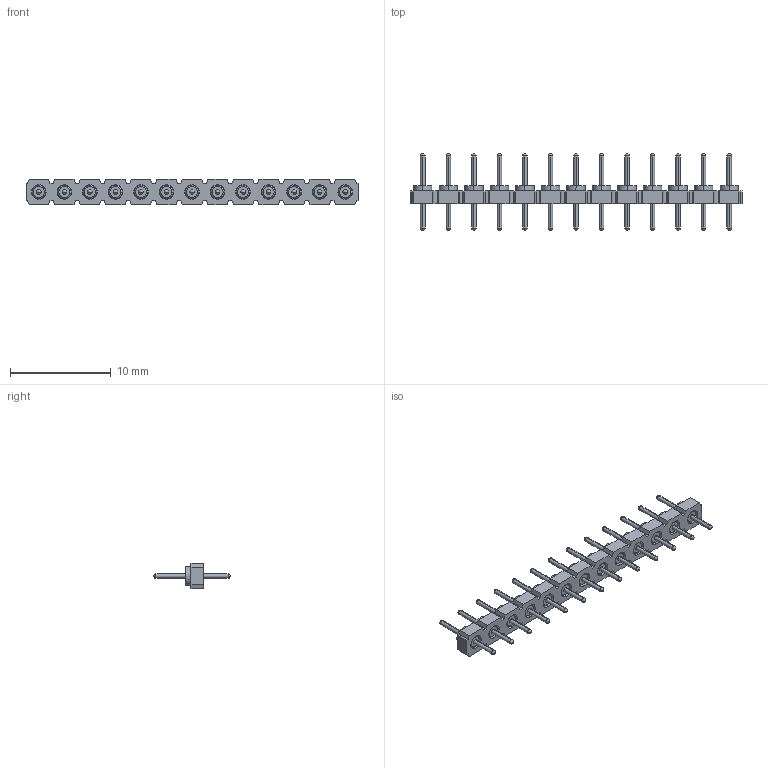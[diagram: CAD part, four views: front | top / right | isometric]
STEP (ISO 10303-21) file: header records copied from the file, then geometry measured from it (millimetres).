
FILE_DESCRIPTION (( 'STEP AP214' ), '1' );
FILE_NAME ('mill-max-335-90-113-00-160000.STEP', '2023-10-15T11:09:41', ( '' ), ( '' ), 'SwSTEP 2.0', 'SolidWorks 2022', '' );
FILE_SCHEMA (( 'AUTOMOTIVE_DESIGN' ));
Length unit declared in the file: inch
Products named in the file (3): P3XX-11-012-00-000000_P313-11-012-00-000000; mill-max-335-90-113-00-160000; 3516_3516-0-00-01-00-00-03-0
Assembly tree (14 placements, depth 2):
  mill-max-335-90-113-00-160000
    P3XX-11-012-00-000000_P313-11-012-00-000000
    3516_3516-0-00-01-00-00-03-0  x13
Bounding box: 33.02 x 7.62 x 2.54 mm (x, y, z)
Volume: 126.2 mm3; surface area: 573 mm2
Topology: 14 solids, 14 shells, 422 faces, 1052 edges, 658 vertices
Faces by surface type: plane 162, cylinder 156, cone 52, sphere 52
Entity records: 5372 total; most frequent: CARTESIAN_POINT 921, ORIENTED_EDGE 896, DIRECTION 882, EDGE_CURVE 448, VECTOR 364, LINE 364, VERTEX_POINT 298, AXIS2_PLACEMENT_3D 259
